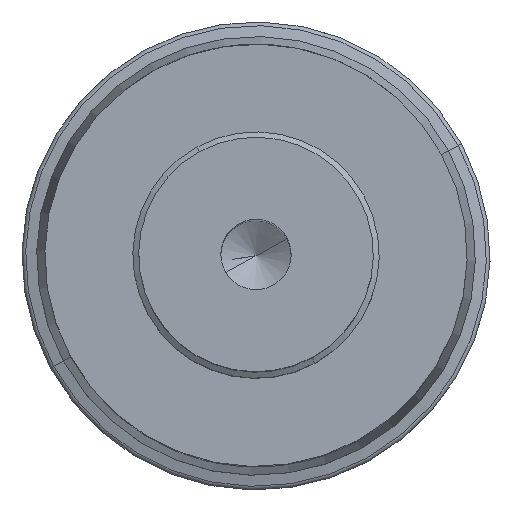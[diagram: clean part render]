
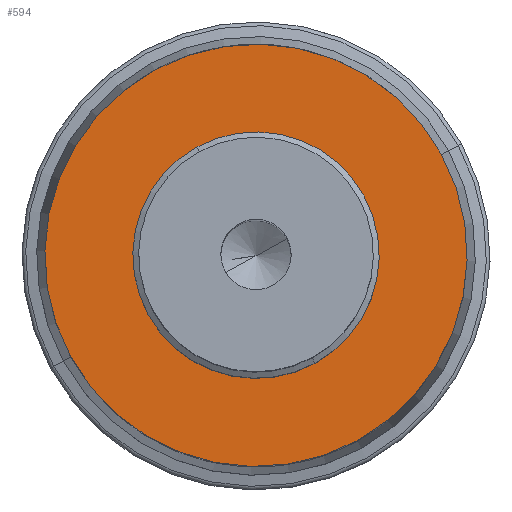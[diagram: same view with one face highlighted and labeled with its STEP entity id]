
A CAD part, top view. The second image highlights one B-rep face of the part: STEP entity #594.
In plain terms, the highlighted planar face has unit normal (0, 0, 1).
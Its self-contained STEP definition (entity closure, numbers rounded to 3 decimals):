
#538=AXIS2_PLACEMENT_3D('Circle Axis2P3D',#536,#537,$) ;
#557=AXIS2_PLACEMENT_3D('Circle Axis2P3D',#555,#556,$) ;
#570=AXIS2_PLACEMENT_3D('Plane Axis2P3D',#567,#568,#569) ;
#574=AXIS2_PLACEMENT_3D('Circle Axis2P3D',#572,#573,$) ;
#583=AXIS2_PLACEMENT_3D('Circle Axis2P3D',#581,#582,$) ;
#533=CARTESIAN_POINT('Vertex',(-2.517,4.607,22.95)) ;
#536=CARTESIAN_POINT('Axis2P3D Location',(0.,0.,22.95)) ;
#540=CARTESIAN_POINT('Vertex',(2.517,-4.607,22.95)) ;
#555=CARTESIAN_POINT('Axis2P3D Location',(0.,0.,22.95)) ;
#567=CARTESIAN_POINT('Axis2P3D Location',(0.,6.521,22.95)) ;
#572=CARTESIAN_POINT('Axis2P3D Location',(0.,0.,22.95)) ;
#576=CARTESIAN_POINT('Vertex',(7.898,4.315,22.95)) ;
#578=CARTESIAN_POINT('Vertex',(-7.898,-4.315,22.95)) ;
#581=CARTESIAN_POINT('Axis2P3D Location',(0.,0.,22.95)) ;
#537=DIRECTION('Axis2P3D Direction',(0.,0.,1.)) ;
#556=DIRECTION('Axis2P3D Direction',(0.,0.,1.)) ;
#568=DIRECTION('Axis2P3D Direction',(0.,0.,1.)) ;
#569=DIRECTION('Axis2P3D XDirection',(1.,0.,0.)) ;
#573=DIRECTION('Axis2P3D Direction',(0.,0.,1.)) ;
#582=DIRECTION('Axis2P3D Direction',(0.,0.,1.)) ;
#587=ORIENTED_EDGE('',*,*,#580,.T.) ;
#588=ORIENTED_EDGE('',*,*,#585,.T.) ;
#591=ORIENTED_EDGE('',*,*,#559,.F.) ;
#592=ORIENTED_EDGE('',*,*,#542,.F.) ;
#593=FACE_BOUND('',#590,.T.) ;
#594=ADVANCED_FACE('NOCUT',(#589,#593),#571,.T.) ;
#539=CIRCLE('generated circle',#538,5.25) ;
#558=CIRCLE('generated circle',#557,5.25) ;
#575=CIRCLE('generated circle',#574,9.) ;
#584=CIRCLE('generated circle',#583,9.) ;
#542=EDGE_CURVE('',#534,#541,#539,.T.) ;
#559=EDGE_CURVE('',#541,#534,#558,.T.) ;
#580=EDGE_CURVE('',#577,#579,#575,.T.) ;
#585=EDGE_CURVE('',#579,#577,#584,.T.) ;
#586=EDGE_LOOP('',(#587,#588)) ;
#590=EDGE_LOOP('',(#591,#592)) ;
#589=FACE_OUTER_BOUND('',#586,.T.) ;
#571=PLANE('',#570) ;
#534=VERTEX_POINT('',#533) ;
#541=VERTEX_POINT('',#540) ;
#577=VERTEX_POINT('',#576) ;
#579=VERTEX_POINT('',#578) ;
